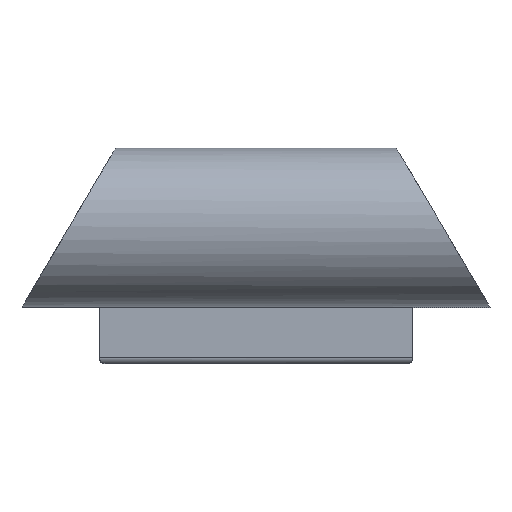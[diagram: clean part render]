
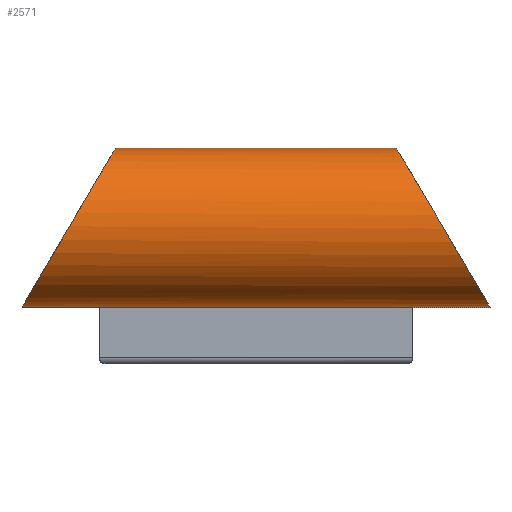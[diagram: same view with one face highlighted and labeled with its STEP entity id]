
A CAD part, top view. The second image highlights one B-rep face of the part: STEP entity #2571.
In plain terms, the highlighted cylindrical face has radius 34 mm (diameter 68 mm), a partial arc.
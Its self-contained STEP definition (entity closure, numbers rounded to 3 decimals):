
#97 = B_SPLINE_CURVE_WITH_KNOTS ( 'NONE', 3,
 ( #3874, #2524, #556, #2861, #907, #3193, #1241, #3529, #1586, #3892, #1908, #4217 ),
 .UNSPECIFIED., .F., .F.,
 ( 4, 2, 2, 2, 2, 4 ),
 ( 0., 0.5, 0.75, 0.875, 0.938, 1. ),
 .UNSPECIFIED. ) ;
#208 = CARTESIAN_POINT ( 'NONE',  ( 59.999, 91., 78.521 ) ) ;
#219 = DIRECTION ( 'NONE',  ( 1., 0., 0. ) ) ;
#223 = AXIS2_PLACEMENT_3D ( 'NONE', #1345, #3288, #661 ) ;
#330 = ORIENTED_EDGE ( 'NONE', *, *, #3322, .F. ) ;
#401 = CARTESIAN_POINT ( 'NONE',  ( -60., 91., 146.5 ) ) ;
#548 = CARTESIAN_POINT ( 'NONE',  ( 59.61, 91., 78.581 ) ) ;
#556 = CARTESIAN_POINT ( 'NONE',  ( -35., 90.994, 79.149 ) ) ;
#578 = ORIENTED_EDGE ( 'NONE', *, *, #2433, .F. ) ;
#661 = DIRECTION ( 'NONE',  ( 0., 0., -1. ) ) ;
#662 = VERTEX_POINT ( 'NONE', #802 ) ;
#802 = CARTESIAN_POINT ( 'NONE',  ( -100., 23., 78.5 ) ) ;
#824 = CYLINDRICAL_SURFACE ( 'NONE', #223, 34. ) ;
#897 = CARTESIAN_POINT ( 'NONE',  ( 58.438, 91., 78.662 ) ) ;
#907 = CARTESIAN_POINT ( 'NONE',  ( -53.749, 90.999, 78.825 ) ) ;
#936 = FACE_OUTER_BOUND ( 'NONE', #1846, .T. ) ;
#1014 = CARTESIAN_POINT ( 'NONE',  ( -60., 91., 78.5 ) ) ;
#1018 = CARTESIAN_POINT ( 'NONE',  ( 60., 91., 78.5 ) ) ;
#1090 =( BOUNDED_CURVE ( )  B_SPLINE_CURVE ( 3, ( #3713, #401, #3031, #1091 ),
 .UNSPECIFIED., .F., .F. ) 
 B_SPLINE_CURVE_WITH_KNOTS ( ( 4, 4 ),
 ( 0., 3.142 ),
 .UNSPECIFIED. ) 
 CURVE ( )  GEOMETRIC_REPRESENTATION_ITEM ( )  RATIONAL_B_SPLINE_CURVE ( ( 1., 0.333, 0.333, 1. ) ) 
 REPRESENTATION_ITEM ( '' )  );
#1091 = CARTESIAN_POINT ( 'NONE',  ( -100., 23., 78.5 ) ) ;
#1234 = CARTESIAN_POINT ( 'NONE',  ( 53.75, 90.999, 78.825 ) ) ;
#1241 = CARTESIAN_POINT ( 'NONE',  ( -58.438, 91., 78.662 ) ) ;
#1245 = CARTESIAN_POINT ( 'NONE',  ( 0., 23., 78.5 ) ) ;
#1345 = CARTESIAN_POINT ( 'NONE',  ( 101.2, 57., 78.5 ) ) ;
#1452 = VERTEX_POINT ( 'NONE', #1014 ) ;
#1579 = CARTESIAN_POINT ( 'NONE',  ( 35., 90.994, 79.149 ) ) ;
#1586 = CARTESIAN_POINT ( 'NONE',  ( -59.609, 91., 78.581 ) ) ;
#1676 = B_SPLINE_CURVE_WITH_KNOTS ( 'NONE', 3,
 ( #2513, #208, #2204, #548, #2858, #897, #3183, #1234, #3521, #1579, #3880, #1902 ),
 .UNSPECIFIED., .F., .F.,
 ( 4, 2, 2, 2, 2, 4 ),
 ( 0., 0.063, 0.125, 0.25, 0.5, 1. ),
 .UNSPECIFIED. ) ;
#1750 = ORIENTED_EDGE ( 'NONE', *, *, #2136, .F. ) ;
#1795 = ORIENTED_EDGE ( 'NONE', *, *, #4229, .F. ) ;
#1846 = EDGE_LOOP ( 'NONE', ( #2275, #578, #1795, #1750, #330 ) ) ;
#1902 = CARTESIAN_POINT ( 'NONE',  ( 0., 90.986, 79.474 ) ) ;
#1908 = CARTESIAN_POINT ( 'NONE',  ( -59.999, 91., 78.521 ) ) ;
#2003 = CARTESIAN_POINT ( 'NONE',  ( 100., 23., 78.5 ) ) ;
#2093 = VERTEX_POINT ( 'NONE', #2838 ) ;
#2136 = EDGE_CURVE ( 'NONE', #662, #2093, #2164, .T. ) ;
#2164 = LINE ( 'NONE', #1245, #3028 ) ;
#2204 = CARTESIAN_POINT ( 'NONE',  ( 59.921, 91., 78.541 ) ) ;
#2275 = ORIENTED_EDGE ( 'NONE', *, *, #4044, .F. ) ;
#2433 = EDGE_CURVE ( 'NONE', #3208, #2700, #1676, .T. ) ;
#2513 = CARTESIAN_POINT ( 'NONE',  ( 60., 91., 78.5 ) ) ;
#2524 = CARTESIAN_POINT ( 'NONE',  ( -19.999, 90.991, 79.311 ) ) ;
#2571 = ADVANCED_FACE ( 'NONE', ( #936 ), #824, .F. ) ;
#2653 =( BOUNDED_CURVE ( )  B_SPLINE_CURVE ( 3, ( #2003, #3984, #2969, #1018 ),
 .UNSPECIFIED., .F., .F. ) 
 B_SPLINE_CURVE_WITH_KNOTS ( ( 4, 4 ),
 ( 0., 3.142 ),
 .UNSPECIFIED. ) 
 CURVE ( )  GEOMETRIC_REPRESENTATION_ITEM ( )  RATIONAL_B_SPLINE_CURVE ( ( 1., 0.333, 0.333, 1. ) ) 
 REPRESENTATION_ITEM ( '' )  );
#2665 = CARTESIAN_POINT ( 'NONE',  ( 60., 91., 78.5 ) ) ;
#2700 = VERTEX_POINT ( 'NONE', #3387 ) ;
#2838 = CARTESIAN_POINT ( 'NONE',  ( 100., 23., 78.5 ) ) ;
#2858 = CARTESIAN_POINT ( 'NONE',  ( 59.375, 91., 78.601 ) ) ;
#2861 = CARTESIAN_POINT ( 'NONE',  ( -50., 90.998, 78.906 ) ) ;
#2969 = CARTESIAN_POINT ( 'NONE',  ( 60., 91., 146.5 ) ) ;
#3028 = VECTOR ( 'NONE', #219, 1000. ) ;
#3031 = CARTESIAN_POINT ( 'NONE',  ( -100., 23., 146.5 ) ) ;
#3183 = CARTESIAN_POINT ( 'NONE',  ( 57.5, 90.999, 78.703 ) ) ;
#3193 = CARTESIAN_POINT ( 'NONE',  ( -57.5, 90.999, 78.703 ) ) ;
#3208 = VERTEX_POINT ( 'NONE', #2665 ) ;
#3288 = DIRECTION ( 'NONE',  ( 1., 0., 0. ) ) ;
#3322 = EDGE_CURVE ( 'NONE', #1452, #662, #1090, .T. ) ;
#3387 = CARTESIAN_POINT ( 'NONE',  ( 0., 90.986, 79.474 ) ) ;
#3521 = CARTESIAN_POINT ( 'NONE',  ( 50., 90.998, 78.906 ) ) ;
#3529 = CARTESIAN_POINT ( 'NONE',  ( -59.375, 91., 78.601 ) ) ;
#3713 = CARTESIAN_POINT ( 'NONE',  ( -60., 91., 78.5 ) ) ;
#3874 = CARTESIAN_POINT ( 'NONE',  ( 0., 90.986, 79.474 ) ) ;
#3880 = CARTESIAN_POINT ( 'NONE',  ( 20., 90.991, 79.311 ) ) ;
#3892 = CARTESIAN_POINT ( 'NONE',  ( -59.922, 91., 78.541 ) ) ;
#3984 = CARTESIAN_POINT ( 'NONE',  ( 100., 23., 146.5 ) ) ;
#4044 = EDGE_CURVE ( 'NONE', #2700, #1452, #97, .T. ) ;
#4217 = CARTESIAN_POINT ( 'NONE',  ( -60., 91., 78.5 ) ) ;
#4229 = EDGE_CURVE ( 'NONE', #2093, #3208, #2653, .T. ) ;
